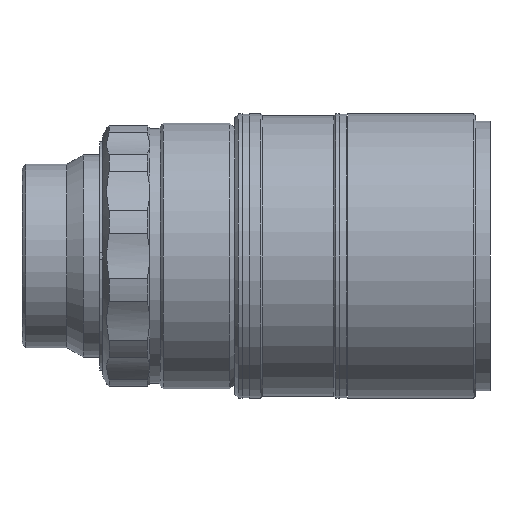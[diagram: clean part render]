
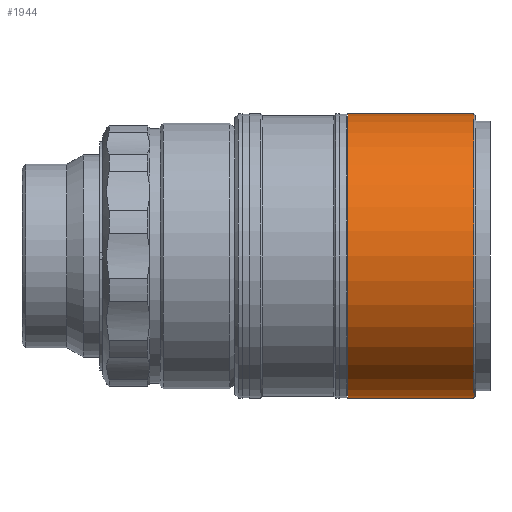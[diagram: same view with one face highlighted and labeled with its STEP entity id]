
A CAD part, front view. The second image highlights one B-rep face of the part: STEP entity #1944.
In plain terms, the highlighted cylindrical face has radius 38 mm (diameter 76 mm), a partial arc.
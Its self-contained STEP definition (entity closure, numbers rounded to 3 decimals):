
#23 = FACE_OUTER_BOUND ( 'NONE', #3122, .T. ) ;
#137 = CARTESIAN_POINT ( 'NONE',  ( -40.76, 0., 0. ) ) ;
#180 = CARTESIAN_POINT ( 'NONE',  ( -35.76, 0., -38. ) ) ;
#294 = DIRECTION ( 'NONE',  ( -1., 0., 0. ) ) ;
#414 = CIRCLE ( 'NONE', #3900, 38. ) ;
#469 = DIRECTION ( 'NONE',  ( 0., 0., 1. ) ) ;
#684 = VECTOR ( 'NONE', #2645, 1000. ) ;
#860 = CARTESIAN_POINT ( 'NONE',  ( -7.06, 0., -38. ) ) ;
#1008 = DIRECTION ( 'NONE',  ( -1., 0., 0. ) ) ;
#1010 = DIRECTION ( 'NONE',  ( 0., 0., 1. ) ) ;
#1197 = ORIENTED_EDGE ( 'NONE', *, *, #3432, .T. ) ;
#1306 = CARTESIAN_POINT ( 'NONE',  ( -35.76, 0., 0. ) ) ;
#1629 = DIRECTION ( 'NONE',  ( -1., 0., 0. ) ) ;
#1818 = VECTOR ( 'NONE', #1008, 1000. ) ;
#1885 = EDGE_CURVE ( 'NONE', #2716, #2899, #414, .T. ) ;
#1892 = CARTESIAN_POINT ( 'NONE',  ( -35.76, 0., 38. ) ) ;
#1944 = ADVANCED_FACE ( 'NONE', ( #23 ), #3835, .T. ) ;
#1988 = ORIENTED_EDGE ( 'NONE', *, *, #1885, .T. ) ;
#2092 = VERTEX_POINT ( 'NONE', #3008 ) ;
#2505 = EDGE_CURVE ( 'NONE', #2716, #2092, #3665, .T. ) ;
#2525 = DIRECTION ( 'NONE',  ( 0., 0., 1. ) ) ;
#2544 = LINE ( 'NONE', #1892, #1818 ) ;
#2546 = EDGE_CURVE ( 'NONE', #2092, #3789, #2723, .T. ) ;
#2585 = AXIS2_PLACEMENT_3D ( 'NONE', #137, #3282, #469 ) ;
#2645 = DIRECTION ( 'NONE',  ( -1., 0., 0. ) ) ;
#2716 = VERTEX_POINT ( 'NONE', #860 ) ;
#2723 = CIRCLE ( 'NONE', #2585, 38. ) ;
#2899 = VERTEX_POINT ( 'NONE', #3882 ) ;
#2982 = ORIENTED_EDGE ( 'NONE', *, *, #2505, .F. ) ;
#3008 = CARTESIAN_POINT ( 'NONE',  ( -40.76, 0., -38. ) ) ;
#3122 = EDGE_LOOP ( 'NONE', ( #2982, #1988, #1197, #3141 ) ) ;
#3141 = ORIENTED_EDGE ( 'NONE', *, *, #2546, .F. ) ;
#3282 = DIRECTION ( 'NONE',  ( -1., 0., 0. ) ) ;
#3432 = EDGE_CURVE ( 'NONE', #2899, #3789, #2544, .T. ) ;
#3462 = CARTESIAN_POINT ( 'NONE',  ( -7.06, 0., 0. ) ) ;
#3665 = LINE ( 'NONE', #180, #684 ) ;
#3731 = CARTESIAN_POINT ( 'NONE',  ( -40.76, 0., 38. ) ) ;
#3789 = VERTEX_POINT ( 'NONE', #3731 ) ;
#3835 = CYLINDRICAL_SURFACE ( 'NONE', #4026, 38. ) ;
#3882 = CARTESIAN_POINT ( 'NONE',  ( -7.06, 0., 38. ) ) ;
#3900 = AXIS2_PLACEMENT_3D ( 'NONE', #3462, #294, #2525 ) ;
#4026 = AXIS2_PLACEMENT_3D ( 'NONE', #1306, #1629, #1010 ) ;
